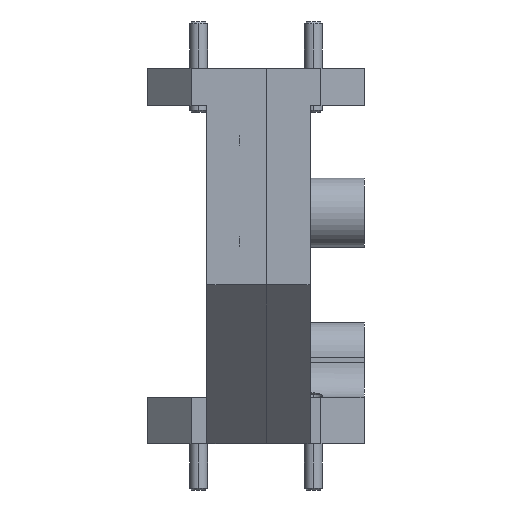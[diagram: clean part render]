
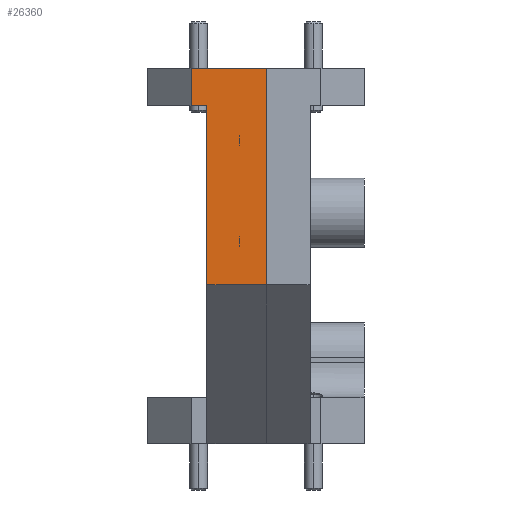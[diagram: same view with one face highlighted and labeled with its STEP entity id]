
A CAD part, left-side view. The second image highlights one B-rep face of the part: STEP entity #26360.
In plain terms, the highlighted planar face has unit normal (-1, 0, 0).
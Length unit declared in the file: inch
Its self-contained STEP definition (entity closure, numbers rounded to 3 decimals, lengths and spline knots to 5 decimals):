
#2124 = EDGE_CURVE ( 'NONE', #11267, #16012, #20308, .T. ) ;
#4961 = VERTEX_POINT ( 'NONE', #24381 ) ;
#5088 = DIRECTION ( 'NONE',  ( 1., 0., 0. ) ) ;
#5672 = CARTESIAN_POINT ( 'NONE',  ( -2.25, 0.207, -0.75 ) ) ;
#6149 = CARTESIAN_POINT ( 'NONE',  ( -2.25, 0.207, 0. ) ) ;
#6663 = CARTESIAN_POINT ( 'NONE',  ( -2.25, 0.207, -0.13 ) ) ;
#7896 = EDGE_CURVE ( 'NONE', #11267, #20006, #17942, .T. ) ;
#8016 = ORIENTED_EDGE ( 'NONE', *, *, #2124, .T. ) ;
#8353 = EDGE_CURVE ( 'NONE', #17041, #20006, #11744, .T. ) ;
#8594 = VECTOR ( 'NONE', #10225, 39.37008 ) ;
#10036 = EDGE_CURVE ( 'NONE', #4961, #17041, #14750, .T. ) ;
#10096 = CARTESIAN_POINT ( 'NONE',  ( -2.25, 0.262, 0. ) ) ;
#10225 = DIRECTION ( 'NONE',  ( 0., 0., 1. ) ) ;
#10710 = AXIS2_PLACEMENT_3D ( 'NONE', #13927, #5088, #12007 ) ;
#10873 = EDGE_CURVE ( 'NONE', #4961, #28388, #24297, .T. ) ;
#11267 = VERTEX_POINT ( 'NONE', #28247 ) ;
#11406 = LINE ( 'NONE', #28422, #18686 ) ;
#11744 = LINE ( 'NONE', #14379, #8594 ) ;
#12007 = DIRECTION ( 'NONE',  ( 0., 0., -1. ) ) ;
#12054 = VECTOR ( 'NONE', #27863, 39.37008 ) ;
#13777 = EDGE_LOOP ( 'NONE', ( #22677, #8016, #22052, #17212, #28915, #18060 ) ) ;
#13927 = CARTESIAN_POINT ( 'NONE',  ( -2.25, 0.207, 0. ) ) ;
#14379 = CARTESIAN_POINT ( 'NONE',  ( -2.25, 0., 0. ) ) ;
#14750 = LINE ( 'NONE', #5672, #27961 ) ;
#16012 = VERTEX_POINT ( 'NONE', #28867 ) ;
#16377 = PLANE ( 'NONE',  #10710 ) ;
#16729 = CARTESIAN_POINT ( 'NONE',  ( -2.25, 0., 0. ) ) ;
#17041 = VERTEX_POINT ( 'NONE', #25061 ) ;
#17212 = ORIENTED_EDGE ( 'NONE', *, *, #10873, .F. ) ;
#17571 = CARTESIAN_POINT ( 'NONE',  ( -2.25, 0.207, 0. ) ) ;
#17942 = LINE ( 'NONE', #6149, #27000 ) ;
#18060 = ORIENTED_EDGE ( 'NONE', *, *, #8353, .T. ) ;
#18382 = VECTOR ( 'NONE', #22044, 39.37008 ) ;
#18686 = VECTOR ( 'NONE', #21877, 39.37008 ) ;
#20006 = VERTEX_POINT ( 'NONE', #16729 ) ;
#20308 = LINE ( 'NONE', #10096, #12054 ) ;
#21877 = DIRECTION ( 'NONE',  ( 0., -1., 0. ) ) ;
#22044 = DIRECTION ( 'NONE',  ( 0., 0., 1. ) ) ;
#22052 = ORIENTED_EDGE ( 'NONE', *, *, #24970, .T. ) ;
#22677 = ORIENTED_EDGE ( 'NONE', *, *, #7896, .F. ) ;
#23933 = DIRECTION ( 'NONE',  ( 0., -1., 0. ) ) ;
#24297 = LINE ( 'NONE', #17571, #18382 ) ;
#24381 = CARTESIAN_POINT ( 'NONE',  ( -2.25, 0.207, -0.75 ) ) ;
#24970 = EDGE_CURVE ( 'NONE', #16012, #28388, #11406, .T. ) ;
#25061 = CARTESIAN_POINT ( 'NONE',  ( -2.25, 0., -0.75 ) ) ;
#25338 = DIRECTION ( 'NONE',  ( 0., -1., 0. ) ) ;
#26360 = ADVANCED_FACE ( 'NONE', ( #27675 ), #16377, .F. ) ;
#27000 = VECTOR ( 'NONE', #23933, 39.37008 ) ;
#27675 = FACE_OUTER_BOUND ( 'NONE', #13777, .T. ) ;
#27863 = DIRECTION ( 'NONE',  ( 0., 0., -1. ) ) ;
#27961 = VECTOR ( 'NONE', #25338, 39.37008 ) ;
#28247 = CARTESIAN_POINT ( 'NONE',  ( -2.25, 0.262, 0. ) ) ;
#28388 = VERTEX_POINT ( 'NONE', #6663 ) ;
#28422 = CARTESIAN_POINT ( 'NONE',  ( -2.25, 4.91388, -0.13 ) ) ;
#28867 = CARTESIAN_POINT ( 'NONE',  ( -2.25, 0.262, -0.13 ) ) ;
#28915 = ORIENTED_EDGE ( 'NONE', *, *, #10036, .T. ) ;
